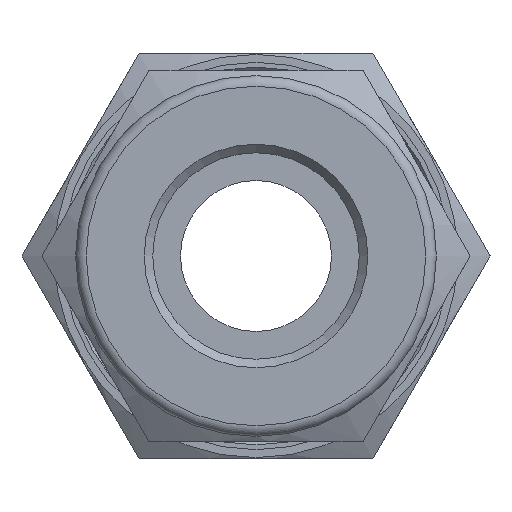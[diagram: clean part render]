
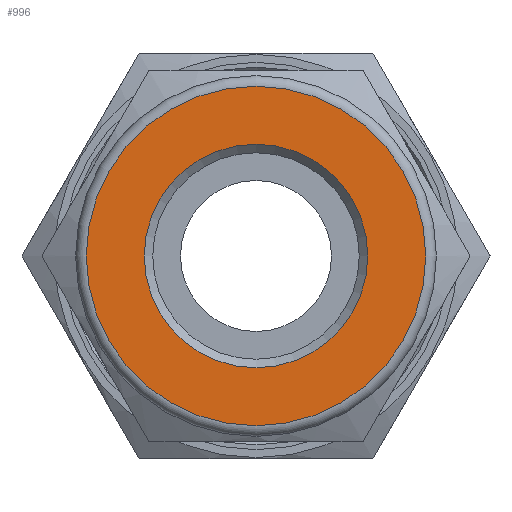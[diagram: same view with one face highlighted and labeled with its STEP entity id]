
A CAD part, left-side view. The second image highlights one B-rep face of the part: STEP entity #996.
In plain terms, the highlighted planar face has unit normal (-1, 0, 0).
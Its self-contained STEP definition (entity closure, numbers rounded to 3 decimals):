
#55=FACE_BOUND('',#223,.T.);
#89=CIRCLE('',#1096,8.);
#103=CIRCLE('',#1122,5.265);
#153=FACE_OUTER_BOUND('',#222,.T.);
#222=EDGE_LOOP('',(#798));
#223=EDGE_LOOP('',(#799));
#443=VERTEX_POINT('',#1614);
#455=VERTEX_POINT('',#1660);
#554=EDGE_CURVE('',#443,#443,#89,.T.);
#576=EDGE_CURVE('',#455,#455,#103,.T.);
#798=ORIENTED_EDGE('',*,*,#554,.F.);
#799=ORIENTED_EDGE('',*,*,#576,.T.);
#943=PLANE('',#1123);
#996=ADVANCED_FACE('',(#153,#55),#943,.T.);
#1096=AXIS2_PLACEMENT_3D('',#1616,#1288,#1289);
#1122=AXIS2_PLACEMENT_3D('',#1662,#1348,#1349);
#1123=AXIS2_PLACEMENT_3D('',#1663,#1350,#1351);
#1288=DIRECTION('center_axis',(1.,0.,0.));
#1289=DIRECTION('ref_axis',(0.,0.,-1.));
#1348=DIRECTION('center_axis',(1.,0.,0.));
#1349=DIRECTION('ref_axis',(0.,0.,-1.));
#1350=DIRECTION('center_axis',(-1.,0.,0.));
#1351=DIRECTION('ref_axis',(0.,0.,1.));
#1614=CARTESIAN_POINT('',(1.786,0.,8.));
#1616=CARTESIAN_POINT('Origin',(1.786,0.,0.));
#1660=CARTESIAN_POINT('',(1.786,-5.265,0.));
#1662=CARTESIAN_POINT('Origin',(1.786,0.,0.));
#1663=CARTESIAN_POINT('Origin',(1.786,8.,0.));
